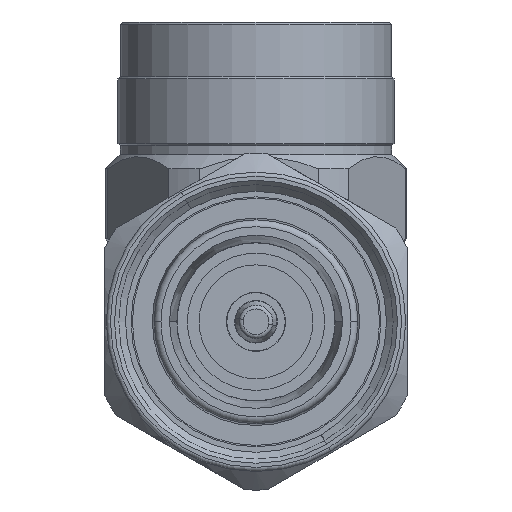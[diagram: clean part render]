
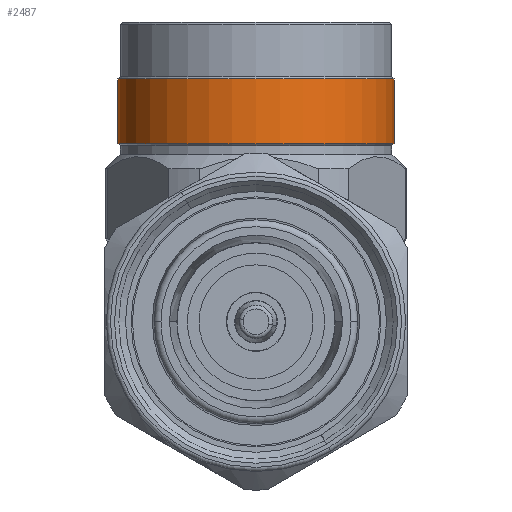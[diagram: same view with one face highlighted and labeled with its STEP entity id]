
A CAD part, left-side view. The second image highlights one B-rep face of the part: STEP entity #2487.
In plain terms, the highlighted cylindrical face has radius 10.05 mm (diameter 20.1 mm), a partial arc.
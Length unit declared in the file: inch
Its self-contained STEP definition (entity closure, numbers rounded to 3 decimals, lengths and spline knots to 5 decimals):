
#239 = DIRECTION ( 'NONE',  ( 0., -1., 0. ) ) ;
#858 = EDGE_CURVE ( 'NONE', #2419, #4384, #4334, .T. ) ;
#1119 = ORIENTED_EDGE ( 'NONE', *, *, #858, .T. ) ;
#1288 = VECTOR ( 'NONE', #239, 39.37008 ) ;
#1437 = AXIS2_PLACEMENT_3D ( 'NONE', #7835, #5149, #5749 ) ;
#1563 = EDGE_LOOP ( 'NONE', ( #5477, #2816, #1922, #1119 ) ) ;
#1711 = DIRECTION ( 'NONE',  ( 0., 0., -1. ) ) ;
#1922 = ORIENTED_EDGE ( 'NONE', *, *, #4646, .T. ) ;
#2350 = CARTESIAN_POINT ( 'NONE',  ( 0., -0.16339, 0. ) ) ;
#2417 = CARTESIAN_POINT ( 'NONE',  ( 0., -0.34843, 0.39567 ) ) ;
#2419 = VERTEX_POINT ( 'NONE', #2501 ) ;
#2487 = ADVANCED_FACE ( 'NONE', ( #7242 ), #10809, .T. ) ;
#2501 = CARTESIAN_POINT ( 'NONE',  ( 0., -0.34843, -0.39567 ) ) ;
#2735 = DIRECTION ( 'NONE',  ( 0., -1., 0. ) ) ;
#2816 = ORIENTED_EDGE ( 'NONE', *, *, #10138, .F. ) ;
#3235 = CARTESIAN_POINT ( 'NONE',  ( 0., -1.42023, 0.39567 ) ) ;
#3254 = DIRECTION ( 'NONE',  ( 0., 0., -1. ) ) ;
#3878 = CIRCLE ( 'NONE', #5410, 0.39567 ) ;
#4334 = CIRCLE ( 'NONE', #1437, 0.39567 ) ;
#4384 = VERTEX_POINT ( 'NONE', #2417 ) ;
#4646 = EDGE_CURVE ( 'NONE', #6366, #2419, #5776, .T. ) ;
#5149 = DIRECTION ( 'NONE',  ( 0., 1., 0. ) ) ;
#5410 = AXIS2_PLACEMENT_3D ( 'NONE', #2350, #9700, #3254 ) ;
#5477 = ORIENTED_EDGE ( 'NONE', *, *, #9172, .F. ) ;
#5749 = DIRECTION ( 'NONE',  ( 0., 0., -1. ) ) ;
#5776 = LINE ( 'NONE', #8361, #1288 ) ;
#6298 = CARTESIAN_POINT ( 'NONE',  ( 0., -0.16339, -0.39567 ) ) ;
#6366 = VERTEX_POINT ( 'NONE', #6298 ) ;
#6798 = DIRECTION ( 'NONE',  ( 0., -1., 0. ) ) ;
#7242 = FACE_OUTER_BOUND ( 'NONE', #1563, .T. ) ;
#7835 = CARTESIAN_POINT ( 'NONE',  ( 0., -0.34843, 0. ) ) ;
#8361 = CARTESIAN_POINT ( 'NONE',  ( 0., -1.42023, -0.39567 ) ) ;
#9172 = EDGE_CURVE ( 'NONE', #11492, #4384, #10635, .T. ) ;
#9624 = VECTOR ( 'NONE', #6798, 39.37008 ) ;
#9700 = DIRECTION ( 'NONE',  ( 0., 1., 0. ) ) ;
#9959 = CARTESIAN_POINT ( 'NONE',  ( 0., -1.42023, 0. ) ) ;
#10138 = EDGE_CURVE ( 'NONE', #6366, #11492, #3878, .T. ) ;
#10564 = CARTESIAN_POINT ( 'NONE',  ( 0., -0.16339, 0.39567 ) ) ;
#10635 = LINE ( 'NONE', #3235, #9624 ) ;
#10809 = CYLINDRICAL_SURFACE ( 'NONE', #10998, 0.39567 ) ;
#10998 = AXIS2_PLACEMENT_3D ( 'NONE', #9959, #2735, #1711 ) ;
#11492 = VERTEX_POINT ( 'NONE', #10564 ) ;
